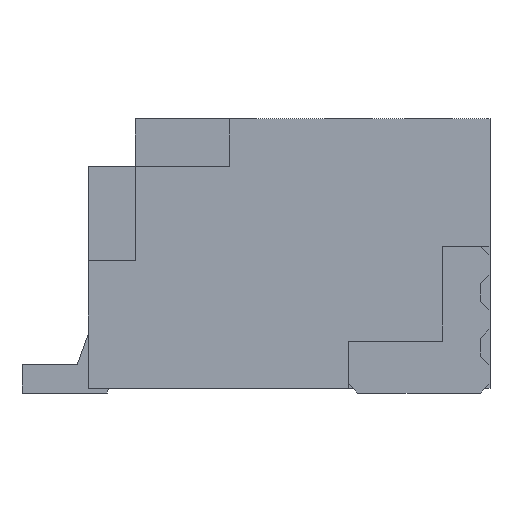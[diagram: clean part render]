
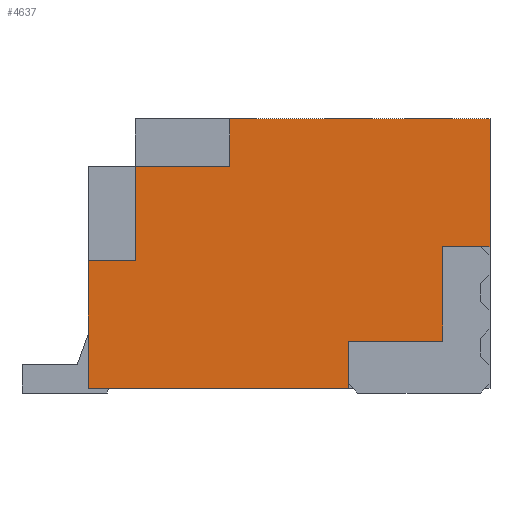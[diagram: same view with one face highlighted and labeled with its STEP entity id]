
A CAD part, left-side view. The second image highlights one B-rep face of the part: STEP entity #4637.
In plain terms, the highlighted planar face has unit normal (-1, 0, 0).
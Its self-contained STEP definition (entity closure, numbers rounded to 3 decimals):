
#197=FACE_OUTER_BOUND('',#436,.T.);
#436=EDGE_LOOP('',(#3740,#3741,#3742,#3743,#3744,#3745,#3746,#3747,#3748,
#3749,#3750,#3751));
#860=LINE('',#6762,#1489);
#880=LINE('',#6799,#1509);
#943=LINE('',#6927,#1572);
#948=LINE('',#6936,#1577);
#950=LINE('',#6940,#1579);
#951=LINE('',#6943,#1580);
#954=LINE('',#6949,#1583);
#958=LINE('',#6957,#1587);
#961=LINE('',#6963,#1590);
#971=LINE('',#6981,#1600);
#986=LINE('',#7011,#1615);
#987=LINE('',#7013,#1616);
#1489=VECTOR('',#5559,1.35);
#1509=VECTOR('',#5581,2.75);
#1572=VECTOR('',#5688,0.5);
#1577=VECTOR('',#5695,1.);
#1579=VECTOR('',#5699,1.);
#1580=VECTOR('',#5702,0.5);
#1583=VECTOR('',#5707,1.);
#1587=VECTOR('',#5715,1.);
#1590=VECTOR('',#5720,0.5);
#1600=VECTOR('',#5738,0.5);
#1615=VECTOR('',#5757,1.35);
#1616=VECTOR('',#5760,2.75);
#2001=VERTEX_POINT('',#6759);
#2002=VERTEX_POINT('',#6761);
#2018=VERTEX_POINT('',#6797);
#2060=VERTEX_POINT('',#6924);
#2061=VERTEX_POINT('',#6926);
#2064=VERTEX_POINT('',#6934);
#2065=VERTEX_POINT('',#6938);
#2066=VERTEX_POINT('',#6942);
#2068=VERTEX_POINT('',#6948);
#2070=VERTEX_POINT('',#6956);
#2072=VERTEX_POINT('',#6962);
#2089=VERTEX_POINT('',#7009);
#2538=EDGE_CURVE('',#2002,#2001,#860,.T.);
#2558=EDGE_CURVE('',#2001,#2018,#880,.T.);
#2621=EDGE_CURVE('',#2061,#2060,#943,.T.);
#2626=EDGE_CURVE('',#2060,#2064,#948,.T.);
#2628=EDGE_CURVE('',#2064,#2065,#950,.T.);
#2629=EDGE_CURVE('',#2018,#2066,#951,.T.);
#2632=EDGE_CURVE('',#2066,#2068,#954,.T.);
#2636=EDGE_CURVE('',#2068,#2070,#958,.T.);
#2639=EDGE_CURVE('',#2070,#2072,#961,.T.);
#2649=EDGE_CURVE('',#2065,#2002,#971,.T.);
#2664=EDGE_CURVE('',#2072,#2089,#986,.T.);
#2665=EDGE_CURVE('',#2089,#2061,#987,.T.);
#3740=ORIENTED_EDGE('',*,*,#2629,.T.);
#3741=ORIENTED_EDGE('',*,*,#2632,.T.);
#3742=ORIENTED_EDGE('',*,*,#2636,.T.);
#3743=ORIENTED_EDGE('',*,*,#2639,.T.);
#3744=ORIENTED_EDGE('',*,*,#2664,.T.);
#3745=ORIENTED_EDGE('',*,*,#2665,.T.);
#3746=ORIENTED_EDGE('',*,*,#2621,.T.);
#3747=ORIENTED_EDGE('',*,*,#2626,.T.);
#3748=ORIENTED_EDGE('',*,*,#2628,.T.);
#3749=ORIENTED_EDGE('',*,*,#2649,.T.);
#3750=ORIENTED_EDGE('',*,*,#2538,.T.);
#3751=ORIENTED_EDGE('',*,*,#2558,.T.);
#4234=PLANE('',#4869);
#4637=ADVANCED_FACE('',(#197),#4234,.T.);
#4869=AXIS2_PLACEMENT_3D('',#7012,#5758,#5759);
#5559=DIRECTION('',(0.,0.,1.));
#5581=DIRECTION('',(0.,1.,0.));
#5688=DIRECTION('',(0.,0.,1.));
#5695=DIRECTION('',(0.,-1.,0.));
#5699=DIRECTION('',(0.,0.,1.));
#5702=DIRECTION('',(0.,0.,-1.));
#5707=DIRECTION('',(0.,1.,0.));
#5715=DIRECTION('',(0.,0.,-1.));
#5720=DIRECTION('',(0.,1.,0.));
#5738=DIRECTION('',(0.,-1.,0.));
#5757=DIRECTION('',(0.,0.,-1.));
#5758=DIRECTION('center_axis',(-1.,0.,0.));
#5759=DIRECTION('ref_axis',(0.,0.,1.));
#5760=DIRECTION('',(0.,-1.,0.));
#6759=CARTESIAN_POINT('',(-2.,-4.25,2.9));
#6761=CARTESIAN_POINT('',(-2.,-4.25,1.55));
#6762=CARTESIAN_POINT('',(-2.,-4.25,0.05));
#6797=CARTESIAN_POINT('',(-2.,-1.5,2.9));
#6799=CARTESIAN_POINT('',(-2.,-4.25,2.9));
#6924=CARTESIAN_POINT('',(-2.,-2.75,0.55));
#6926=CARTESIAN_POINT('',(-2.,-2.75,0.05));
#6927=CARTESIAN_POINT('',(-2.,-2.75,1.006));
#6934=CARTESIAN_POINT('',(-2.,-3.75,0.55));
#6936=CARTESIAN_POINT('',(-2.,-2.861,0.55));
#6938=CARTESIAN_POINT('',(-2.,-3.75,1.55));
#6940=CARTESIAN_POINT('',(-2.,-3.75,1.506));
#6942=CARTESIAN_POINT('',(-2.,-1.5,2.4));
#6943=CARTESIAN_POINT('',(-2.,-1.5,1.931));
#6948=CARTESIAN_POINT('',(-2.,-0.5,2.4));
#6949=CARTESIAN_POINT('',(-2.,-1.236,2.4));
#6956=CARTESIAN_POINT('',(-2.,-0.5,1.4));
#6957=CARTESIAN_POINT('',(-2.,-0.5,1.431));
#6962=CARTESIAN_POINT('',(-2.,0.,1.4));
#6963=CARTESIAN_POINT('',(-2.,-0.986,1.4));
#6981=CARTESIAN_POINT('',(-2.,-3.111,1.55));
#7009=CARTESIAN_POINT('',(-2.,0.,0.05));
#7011=CARTESIAN_POINT('',(-2.,0.,2.4));
#7012=CARTESIAN_POINT('Origin',(-2.,-1.972,1.463));
#7013=CARTESIAN_POINT('',(-2.,0.,0.05));
